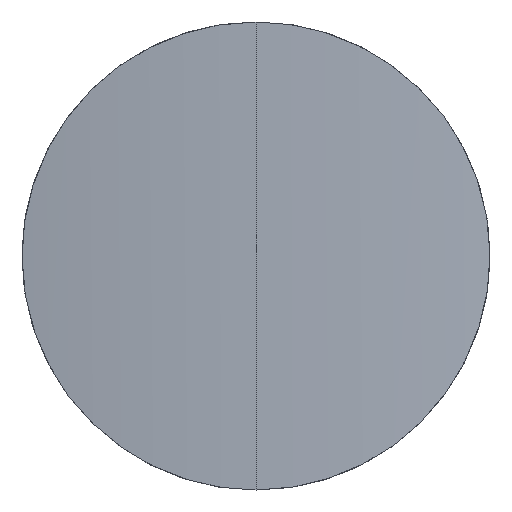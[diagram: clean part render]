
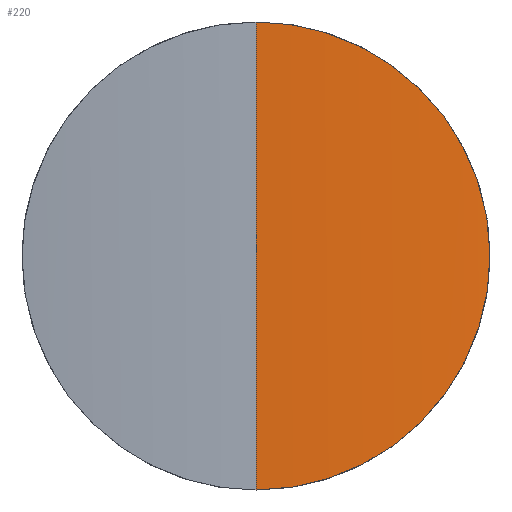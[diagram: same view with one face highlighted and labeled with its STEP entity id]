
A CAD part, left-side view. The second image highlights one B-rep face of the part: STEP entity #220.
In plain terms, the highlighted cylindrical face has radius 85.43 mm (diameter 170.86 mm), a partial arc.
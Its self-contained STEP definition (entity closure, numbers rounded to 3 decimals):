
#10 = CARTESIAN_POINT ( 'NONE',  ( 0., 0., 23.4 ) ) ;
#14 = CARTESIAN_POINT ( 'NONE',  ( 0., 0., 0. ) ) ;
#28 = CARTESIAN_POINT ( 'NONE',  ( 0., -0.774, 0. ) ) ;
#44 = CARTESIAN_POINT ( 'NONE',  ( 0.605, -10.156, 17.56 ) ) ;
#50 = FACE_OUTER_BOUND ( 'NONE', #163, .T. ) ;
#52 = CARTESIAN_POINT ( 'NONE',  ( 0.099, -4.127, 0.745 ) ) ;
#54 = CARTESIAN_POINT ( 'NONE',  ( 0.01, -1.534, 0.076 ) ) ;
#57 = CARTESIAN_POINT ( 'NONE',  ( 0.349, -7.718, 2.898 ) ) ;
#78 = CARTESIAN_POINT ( 'NONE',  ( 0.705, -10.955, 15.827 ) ) ;
#82 = CYLINDRICAL_SURFACE ( 'NONE', #193, 85.43 ) ;
#84 = CARTESIAN_POINT ( 'NONE',  ( 0.751, -11.303, 8.653 ) ) ;
#86 = CARTESIAN_POINT ( 'NONE',  ( 0.764, -11.401, 14.356 ) ) ;
#93 = B_SPLINE_CURVE_WITH_KNOTS ( 'NONE', 3,
 ( #206, #28, #54, #338, #283, #146, #52, #257, #115, #263, #168, #57, #236, #310, #281, #176, #369, #290, #365, #231, #121, #84, #312, #170, #118, #233, #340, #86, #202, #314, #78, #303, #44, #304, #335, #332, #192, #194, #166, #111, #139, #278, #307, #254, #250, #249, #279, #165, #140, #255 ),
 .UNSPECIFIED., .F., .F.,
 ( 4, 2, 2, 2, 2, 2, 2, 2, 2, 2, 2, 2, 2, 2, 2, 2, 2, 2, 2, 2, 2, 2, 2, 2, 4 ),
 ( -0.018, -0.016, -0.015, -0.014, -0.011, -0.01, -0.009, -0.007, -0.006, -0.005, -0.003, -0.002, 0., 0.002, 0.003, 0.005, 0.007, 0.008, 0.009, 0.011, 0.013, 0.014, 0.015, 0.016, 0.018 ),
 .UNSPECIFIED. ) ;
#107 = VERTEX_POINT ( 'NONE', #216 ) ;
#111 = CARTESIAN_POINT ( 'NONE',  ( 0.224, -6.192, 21.635 ) ) ;
#115 = CARTESIAN_POINT ( 'NONE',  ( 0.199, -5.86, 1.545 ) ) ;
#118 = CARTESIAN_POINT ( 'NONE',  ( 0.805, -11.7, 10.927 ) ) ;
#121 = CARTESIAN_POINT ( 'NONE',  ( 0.721, -11.079, 7.92 ) ) ;
#139 = CARTESIAN_POINT ( 'NONE',  ( 0.201, -5.86, 21.834 ) ) ;
#140 = CARTESIAN_POINT ( 'NONE',  ( 0., -0.773, 23.4 ) ) ;
#146 = CARTESIAN_POINT ( 'NONE',  ( 0.082, -3.762, 0.615 ) ) ;
#150 = EDGE_CURVE ( 'NONE', #107, #313, #159, .T. ) ;
#156 = DIRECTION ( 'NONE',  ( 0., 0., -1. ) ) ;
#159 = LINE ( 'NONE', #10, #302 ) ;
#163 = EDGE_LOOP ( 'NONE', ( #329, #251 ) ) ;
#165 = CARTESIAN_POINT ( 'NONE',  ( 0.011, -1.538, 23.324 ) ) ;
#166 = CARTESIAN_POINT ( 'NONE',  ( 0.297, -7.15, 20.993 ) ) ;
#168 = CARTESIAN_POINT ( 'NONE',  ( 0.297, -7.123, 2.41 ) ) ;
#170 = CARTESIAN_POINT ( 'NONE',  ( 0.794, -11.624, 10.162 ) ) ;
#176 = CARTESIAN_POINT ( 'NONE',  ( 0.579, -9.935, 5.509 ) ) ;
#192 = CARTESIAN_POINT ( 'NONE',  ( 0.428, -8.545, 19.701 ) ) ;
#193 = AXIS2_PLACEMENT_3D ( 'NONE', #198, #343, #287 ) ;
#194 = CARTESIAN_POINT ( 'NONE',  ( 0.349, -7.737, 20.509 ) ) ;
#198 = CARTESIAN_POINT ( 'NONE',  ( 85.43, 0., 23.4 ) ) ;
#202 = CARTESIAN_POINT ( 'NONE',  ( 0.752, -11.308, 14.727 ) ) ;
#206 = CARTESIAN_POINT ( 'NONE',  ( 0., 0., 0. ) ) ;
#216 = CARTESIAN_POINT ( 'NONE',  ( 0., 0., 23.4 ) ) ;
#220 = ADVANCED_FACE ( 'NONE', ( #50 ), #82, .T. ) ;
#231 = CARTESIAN_POINT ( 'NONE',  ( 0.705, -10.95, 7.562 ) ) ;
#233 = CARTESIAN_POINT ( 'NONE',  ( 0.805, -11.7, 12.474 ) ) ;
#236 = CARTESIAN_POINT ( 'NONE',  ( 0.375, -8.001, 3.155 ) ) ;
#249 = CARTESIAN_POINT ( 'NONE',  ( 0.054, -3.048, 23.003 ) ) ;
#250 = CARTESIAN_POINT ( 'NONE',  ( 0.083, -3.78, 22.779 ) ) ;
#251 = ORIENTED_EDGE ( 'NONE', *, *, #150, .T. ) ;
#254 = CARTESIAN_POINT ( 'NONE',  ( 0.1, -4.138, 22.65 ) ) ;
#255 = CARTESIAN_POINT ( 'NONE',  ( 0., 0., 23.4 ) ) ;
#257 = CARTESIAN_POINT ( 'NONE',  ( 0.155, -5.189, 1.185 ) ) ;
#263 = CARTESIAN_POINT ( 'NONE',  ( 0.272, -6.813, 2.181 ) ) ;
#277 = EDGE_CURVE ( 'NONE', #313, #107, #93, .T. ) ;
#278 = CARTESIAN_POINT ( 'NONE',  ( 0.157, -5.186, 22.195 ) ) ;
#279 = CARTESIAN_POINT ( 'NONE',  ( 0.041, -2.672, 23.097 ) ) ;
#281 = CARTESIAN_POINT ( 'NONE',  ( 0.506, -9.293, 4.551 ) ) ;
#283 = CARTESIAN_POINT ( 'NONE',  ( 0.053, -3.026, 0.392 ) ) ;
#287 = DIRECTION ( 'NONE',  ( -1., 0., 0. ) ) ;
#290 = CARTESIAN_POINT ( 'NONE',  ( 0.647, -10.495, 6.514 ) ) ;
#302 = VECTOR ( 'NONE', #156, 1000. ) ;
#303 = CARTESIAN_POINT ( 'NONE',  ( 0.649, -10.515, 16.889 ) ) ;
#304 = CARTESIAN_POINT ( 'NONE',  ( 0.532, -9.519, 18.513 ) ) ;
#307 = CARTESIAN_POINT ( 'NONE',  ( 0.137, -4.842, 22.358 ) ) ;
#310 = CARTESIAN_POINT ( 'NONE',  ( 0.454, -8.809, 3.963 ) ) ;
#312 = CARTESIAN_POINT ( 'NONE',  ( 0.764, -11.397, 9.028 ) ) ;
#313 = VERTEX_POINT ( 'NONE', #14 ) ;
#314 = CARTESIAN_POINT ( 'NONE',  ( 0.722, -11.085, 15.462 ) ) ;
#329 = ORIENTED_EDGE ( 'NONE', *, *, #277, .T. ) ;
#332 = CARTESIAN_POINT ( 'NONE',  ( 0.454, -8.802, 19.418 ) ) ;
#335 = CARTESIAN_POINT ( 'NONE',  ( 0.506, -9.29, 18.823 ) ) ;
#338 = CARTESIAN_POINT ( 'NONE',  ( 0.04, -2.656, 0.299 ) ) ;
#340 = CARTESIAN_POINT ( 'NONE',  ( 0.794, -11.624, 13.234 ) ) ;
#343 = DIRECTION ( 'NONE',  ( 0., 0., -1. ) ) ;
#365 = CARTESIAN_POINT ( 'NONE',  ( 0.667, -10.658, 6.859 ) ) ;
#369 = CARTESIAN_POINT ( 'NONE',  ( 0.603, -10.134, 5.84 ) ) ;
